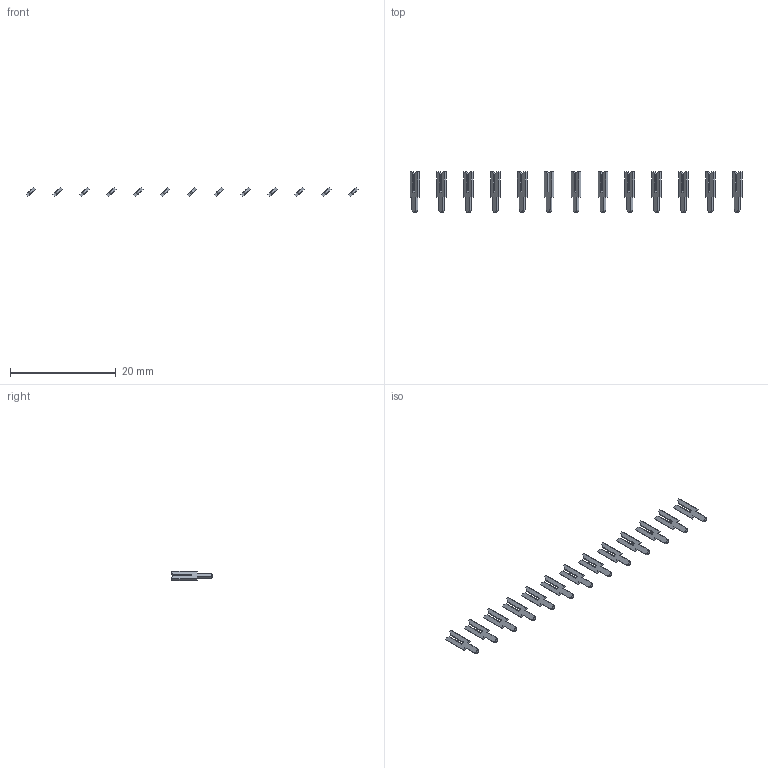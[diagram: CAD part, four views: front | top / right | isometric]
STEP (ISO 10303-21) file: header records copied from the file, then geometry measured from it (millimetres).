
FILE_DESCRIPTION (( 'STEP AP203' ), '1' );
FILE_NAME ('106-013-253-200.STEP', '2020-04-16T18:33:17', ( '' ), ( '' ), 'SwSTEP 2.0', 'SolidWorks 2016', '' );
FILE_SCHEMA (( 'CONFIG_CONTROL_DESIGN' ));
Length unit declared in the file: inch
Products named in the file (2): 100-290-001_100-290-253; 106-013-253-200
Assembly tree (13 placements, depth 2):
  106-013-253-200
    100-290-001_100-290-253  x13
Bounding box: 62.76 x 7.62 x 1.8 mm (x, y, z)
Volume: 71.7 mm3; surface area: 447.3 mm2
Topology: 13 solids, 13 shells, 260 faces, 702 edges, 468 vertices
Faces by surface type: plane 247, cylinder 13
Entity records: 1204 total; most frequent: DIRECTION 128, CARTESIAN_POINT 126, ORIENTED_EDGE 108, EDGE_CURVE 54, VECTOR 52, LINE 52, AXIS2_PLACEMENT_3D 38, DATE_AND_TIME 36
